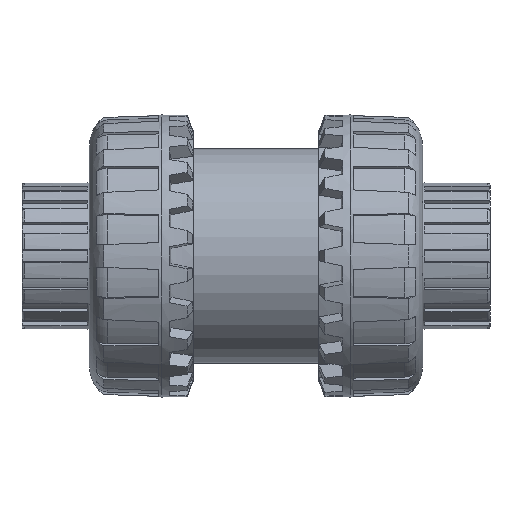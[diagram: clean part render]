
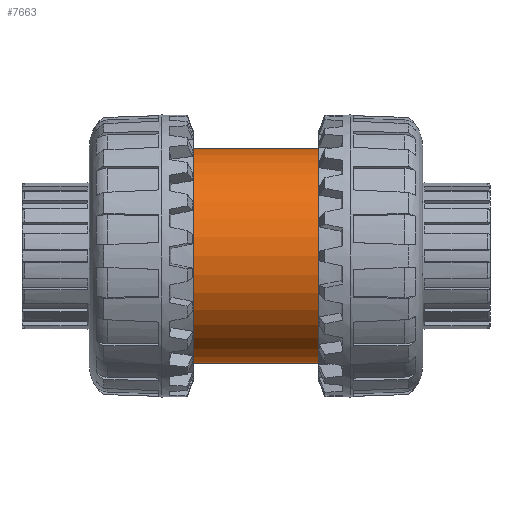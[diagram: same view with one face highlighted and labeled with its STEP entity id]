
A CAD part, front view. The second image highlights one B-rep face of the part: STEP entity #7663.
In plain terms, the highlighted cylindrical face has radius 20.55 mm (diameter 41.1 mm), a full revolution.
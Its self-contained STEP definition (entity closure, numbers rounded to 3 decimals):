
#1528=B_SPLINE_CURVE_WITH_KNOTS($,3,(#11485,#11486,#11487,#11488,#11489,
#11490,#11491,#11492,#11493,#11494,#11495,#11496,#11497,#11498,#11499,#11500,
#11501,#11502,#11503,#11504,#11505,#11506,#11507,#11508,#11509,#11510,#11511,
#11512,#11513,#11514,#11515,#11516,#11517,#11518),.UNSPECIFIED.,.T.,.F.,
(4,2,2,2,2,2,2,2,2,2,2,2,2,2,2,2,4),(0.,0.384,0.769,
1.152,1.536,1.919,2.303,2.687,
3.071,3.456,3.84,4.224,4.607,
4.991,5.374,5.758,6.143),
 .UNSPECIFIED.);
#1663=FACE_BOUND($,#2142,.T.);
#1664=FACE_BOUND($,#2143,.T.);
#1665=FACE_BOUND($,#2144,.T.);
#2142=EDGE_LOOP($,(#5098));
#2143=EDGE_LOOP($,(#5099));
#2144=EDGE_LOOP($,(#5100));
#2614=CIRCLE($,#8119,20.55);
#2615=CIRCLE($,#8121,20.55);
#3020=VERTEX_POINT($,#11484);
#3021=VERTEX_POINT($,#11521);
#3022=VERTEX_POINT($,#11524);
#3855=EDGE_CURVE($,#3020,#3020,#1528,.T.);
#3856=EDGE_CURVE($,#3021,#3021,#2614,.T.);
#3857=EDGE_CURVE($,#3022,#3022,#2615,.T.);
#5098=ORIENTED_EDGE($,*,*,#3855,.T.);
#5099=ORIENTED_EDGE($,*,*,#3856,.F.);
#5100=ORIENTED_EDGE($,*,*,#3857,.F.);
#7571=CYLINDRICAL_SURFACE($,#8120,20.55);
#7663=ADVANCED_FACE($,(#1663,#1664,#1665),#7571,.T.);
#8119=AXIS2_PLACEMENT_3D($,#11522,#9110,#9111);
#8120=AXIS2_PLACEMENT_3D($,#11523,#9112,#9113);
#8121=AXIS2_PLACEMENT_3D($,#11525,#9114,#9115);
#9110=DIRECTION('center_axis',(-1.,0.,0.));
#9111=DIRECTION('ref_axis',(0.,-1.,0.));
#9112=DIRECTION('center_axis',(1.,0.,0.));
#9113=DIRECTION('ref_axis',(0.,-1.,0.));
#9114=DIRECTION('center_axis',(1.,0.,0.));
#9115=DIRECTION('ref_axis',(0.,-1.,0.));
#11484=CARTESIAN_POINT('',(0.,17.953,10.));
#11485=CARTESIAN_POINT('Ctrl Pts',(0.,17.953,
10.));
#11486=CARTESIAN_POINT('Ctrl Pts',(-1.281,17.953,10.));
#11487=CARTESIAN_POINT('Ctrl Pts',(-2.629,18.105,9.739));
#11488=CARTESIAN_POINT('Ctrl Pts',(-5.084,18.62,8.713));
#11489=CARTESIAN_POINT('Ctrl Pts',(-6.194,18.974,7.948));
#11490=CARTESIAN_POINT('Ctrl Pts',(-7.946,19.616,6.196));
#11491=CARTESIAN_POINT('Ctrl Pts',(-8.713,19.95,5.086));
#11492=CARTESIAN_POINT('Ctrl Pts',(-9.74,20.42,2.627));
#11493=CARTESIAN_POINT('Ctrl Pts',(-10.,20.55,1.278));
#11494=CARTESIAN_POINT('Ctrl Pts',(-10.,20.55,-1.278));
#11495=CARTESIAN_POINT('Ctrl Pts',(-9.74,20.42,-2.627));
#11496=CARTESIAN_POINT('Ctrl Pts',(-8.713,19.95,-5.086));
#11497=CARTESIAN_POINT('Ctrl Pts',(-7.946,19.616,-6.196));
#11498=CARTESIAN_POINT('Ctrl Pts',(-6.194,18.974,-7.948));
#11499=CARTESIAN_POINT('Ctrl Pts',(-5.084,18.62,-8.713));
#11500=CARTESIAN_POINT('Ctrl Pts',(-2.629,18.105,-9.739));
#11501=CARTESIAN_POINT('Ctrl Pts',(-1.281,17.953,-10.));
#11502=CARTESIAN_POINT('Ctrl Pts',(1.281,17.953,-10.));
#11503=CARTESIAN_POINT('Ctrl Pts',(2.629,18.105,-9.739));
#11504=CARTESIAN_POINT('Ctrl Pts',(5.084,18.62,-8.713));
#11505=CARTESIAN_POINT('Ctrl Pts',(6.194,18.974,-7.948));
#11506=CARTESIAN_POINT('Ctrl Pts',(7.946,19.616,-6.196));
#11507=CARTESIAN_POINT('Ctrl Pts',(8.713,19.95,-5.086));
#11508=CARTESIAN_POINT('Ctrl Pts',(9.74,20.42,-2.627));
#11509=CARTESIAN_POINT('Ctrl Pts',(10.,20.55,-1.278));
#11510=CARTESIAN_POINT('Ctrl Pts',(10.,20.55,1.278));
#11511=CARTESIAN_POINT('Ctrl Pts',(9.74,20.42,2.627));
#11512=CARTESIAN_POINT('Ctrl Pts',(8.713,19.95,5.086));
#11513=CARTESIAN_POINT('Ctrl Pts',(7.946,19.616,6.196));
#11514=CARTESIAN_POINT('Ctrl Pts',(6.194,18.974,7.948));
#11515=CARTESIAN_POINT('Ctrl Pts',(5.084,18.62,8.713));
#11516=CARTESIAN_POINT('Ctrl Pts',(2.629,18.105,9.739));
#11517=CARTESIAN_POINT('Ctrl Pts',(1.281,17.953,10.));
#11518=CARTESIAN_POINT('Ctrl Pts',(0.,17.953,
10.));
#11521=CARTESIAN_POINT('',(-22.,20.55,0.));
#11522=CARTESIAN_POINT('Origin',(-22.,0.,0.));
#11523=CARTESIAN_POINT('Origin',(0.,0.,0.));
#11524=CARTESIAN_POINT('',(22.,20.55,0.));
#11525=CARTESIAN_POINT('Origin',(22.,0.,0.));
